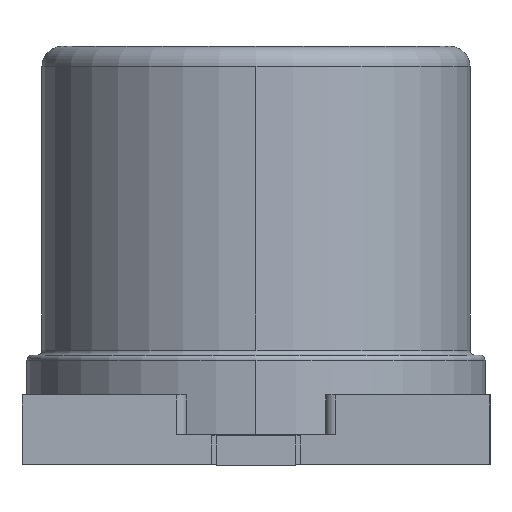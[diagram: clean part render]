
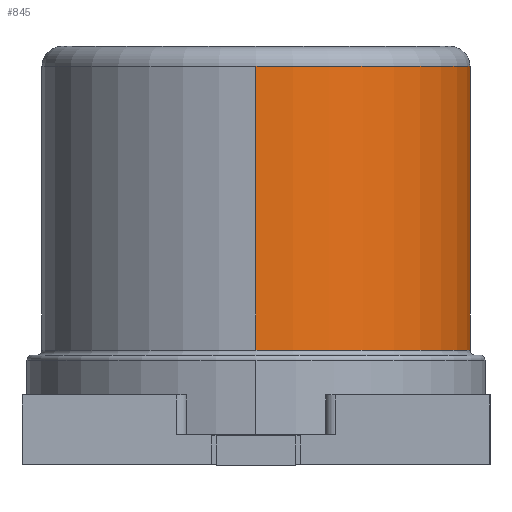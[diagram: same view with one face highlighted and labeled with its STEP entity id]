
A CAD part, left-side view. The second image highlights one B-rep face of the part: STEP entity #845.
In plain terms, the highlighted cylindrical face has radius 2.15 mm (diameter 4.3 mm), a partial arc.
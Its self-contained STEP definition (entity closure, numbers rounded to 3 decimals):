
#123 = VECTOR ( 'NONE', #1561, 1000. ) ;
#144 = CIRCLE ( 'NONE', #4499, 2.15 ) ;
#496 = ORIENTED_EDGE ( 'NONE', *, *, #5086, .T. ) ;
#537 = CARTESIAN_POINT ( 'NONE',  ( -3.1, 0., 1.15 ) ) ;
#558 = VERTEX_POINT ( 'NONE', #5150 ) ;
#578 = DIRECTION ( 'NONE',  ( -1., 0., 0. ) ) ;
#644 = CARTESIAN_POINT ( 'NONE',  ( -3.1, 0., 19.746 ) ) ;
#687 = FACE_OUTER_BOUND ( 'NONE', #6478, .T. ) ;
#845 = ADVANCED_FACE ( 'NONE', ( #687 ), #6324, .T. ) ;
#1003 = CARTESIAN_POINT ( 'NONE',  ( -5.25, 0., 19.746 ) ) ;
#1035 = DIRECTION ( 'NONE',  ( 1., 0., 0. ) ) ;
#1244 = VERTEX_POINT ( 'NONE', #2845 ) ;
#1465 = AXIS2_PLACEMENT_3D ( 'NONE', #644, #2724, #578 ) ;
#1561 = DIRECTION ( 'NONE',  ( 0., 0., -1. ) ) ;
#1664 = CIRCLE ( 'NONE', #3616, 2.15 ) ;
#2616 = DIRECTION ( 'NONE',  ( 0., 0., 1. ) ) ;
#2724 = DIRECTION ( 'NONE',  ( 0., 0., -1. ) ) ;
#2845 = CARTESIAN_POINT ( 'NONE',  ( -5.25, 0., 4. ) ) ;
#3053 = ORIENTED_EDGE ( 'NONE', *, *, #3170, .T. ) ;
#3082 = LINE ( 'NONE', #1003, #123 ) ;
#3170 = EDGE_CURVE ( 'NONE', #4772, #1244, #144, .T. ) ;
#3465 = CARTESIAN_POINT ( 'NONE',  ( -5.25, 0., 1.15 ) ) ;
#3616 = AXIS2_PLACEMENT_3D ( 'NONE', #537, #2616, #4640 ) ;
#3649 = DIRECTION ( 'NONE',  ( 0., 0., -1. ) ) ;
#3689 = EDGE_CURVE ( 'NONE', #4315, #558, #1664, .T. ) ;
#3798 = VECTOR ( 'NONE', #5685, 1000. ) ;
#4315 = VERTEX_POINT ( 'NONE', #3465 ) ;
#4499 = AXIS2_PLACEMENT_3D ( 'NONE', #6675, #3649, #1035 ) ;
#4640 = DIRECTION ( 'NONE',  ( 1., 0., 0. ) ) ;
#4772 = VERTEX_POINT ( 'NONE', #5568 ) ;
#5086 = EDGE_CURVE ( 'NONE', #1244, #4315, #3082, .T. ) ;
#5150 = CARTESIAN_POINT ( 'NONE',  ( -3.1, -2.15, 1.15 ) ) ;
#5568 = CARTESIAN_POINT ( 'NONE',  ( -3.1, -2.15, 4. ) ) ;
#5685 = DIRECTION ( 'NONE',  ( 0., 0., -1. ) ) ;
#5752 = CARTESIAN_POINT ( 'NONE',  ( -3.1, -2.15, 19.746 ) ) ;
#6194 = EDGE_CURVE ( 'NONE', #4772, #558, #6289, .T. ) ;
#6289 = LINE ( 'NONE', #5752, #3798 ) ;
#6324 = CYLINDRICAL_SURFACE ( 'NONE', #1465, 2.15 ) ;
#6478 = EDGE_LOOP ( 'NONE', ( #3053, #496, #6541, #6557 ) ) ;
#6541 = ORIENTED_EDGE ( 'NONE', *, *, #3689, .T. ) ;
#6557 = ORIENTED_EDGE ( 'NONE', *, *, #6194, .F. ) ;
#6675 = CARTESIAN_POINT ( 'NONE',  ( -3.1, 0., 4. ) ) ;
